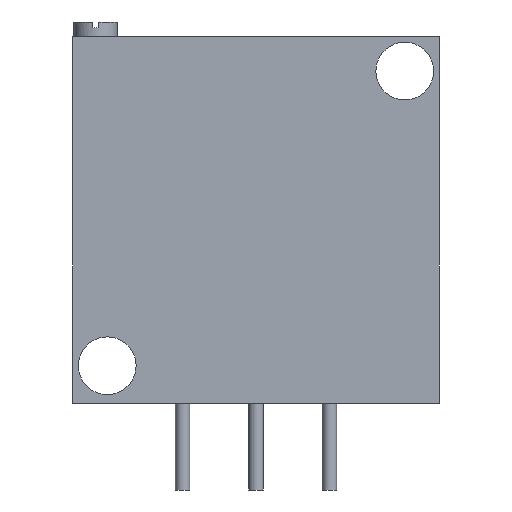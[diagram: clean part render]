
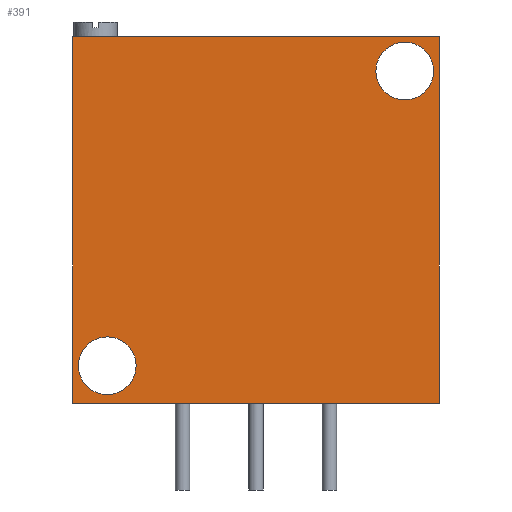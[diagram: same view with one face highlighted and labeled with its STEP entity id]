
A CAD part, front view. The second image highlights one B-rep face of the part: STEP entity #391.
In plain terms, the highlighted planar face has unit normal (0, -1, 0).
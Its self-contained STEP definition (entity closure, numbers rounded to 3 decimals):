
#29=FACE_BOUND('',#83,.T.);
#30=FACE_BOUND('',#84,.T.);
#36=PLANE('',#442);
#56=FACE_OUTER_BOUND('',#82,.T.);
#82=EDGE_LOOP('',(#308,#309,#310,#311));
#83=EDGE_LOOP('',(#312,#313));
#84=EDGE_LOOP('',(#314,#315));
#103=LINE('',#638,#129);
#107=LINE('',#646,#133);
#110=LINE('',#652,#136);
#113=LINE('',#657,#139);
#129=VECTOR('',#507,10.);
#133=VECTOR('',#513,10.);
#136=VECTOR('',#518,10.);
#139=VECTOR('',#523,10.);
#155=CIRCLE('',#430,1.);
#156=CIRCLE('',#431,1.);
#159=CIRCLE('',#435,1.);
#160=CIRCLE('',#436,1.);
#182=VERTEX_POINT('',#620);
#183=VERTEX_POINT('',#622);
#186=VERTEX_POINT('',#630);
#187=VERTEX_POINT('',#632);
#188=VERTEX_POINT('',#636);
#189=VERTEX_POINT('',#637);
#192=VERTEX_POINT('',#645);
#194=VERTEX_POINT('',#651);
#222=EDGE_CURVE('',#183,#182,#155,.T.);
#223=EDGE_CURVE('',#182,#183,#156,.T.);
#227=EDGE_CURVE('',#187,#186,#159,.T.);
#228=EDGE_CURVE('',#186,#187,#160,.T.);
#229=EDGE_CURVE('',#188,#189,#103,.T.);
#233=EDGE_CURVE('',#189,#192,#107,.T.);
#236=EDGE_CURVE('',#192,#194,#110,.T.);
#239=EDGE_CURVE('',#194,#188,#113,.T.);
#308=ORIENTED_EDGE('',*,*,#239,.T.);
#309=ORIENTED_EDGE('',*,*,#229,.T.);
#310=ORIENTED_EDGE('',*,*,#233,.T.);
#311=ORIENTED_EDGE('',*,*,#236,.T.);
#312=ORIENTED_EDGE('',*,*,#222,.T.);
#313=ORIENTED_EDGE('',*,*,#223,.T.);
#314=ORIENTED_EDGE('',*,*,#227,.T.);
#315=ORIENTED_EDGE('',*,*,#228,.T.);
#391=ADVANCED_FACE('',(#56,#29,#30),#36,.T.);
#430=AXIS2_PLACEMENT_3D('',#623,#490,#491);
#431=AXIS2_PLACEMENT_3D('',#624,#492,#493);
#435=AXIS2_PLACEMENT_3D('',#633,#501,#502);
#436=AXIS2_PLACEMENT_3D('',#634,#503,#504);
#442=AXIS2_PLACEMENT_3D('',#660,#527,#528);
#490=DIRECTION('center_axis',(0.,1.,0.));
#491=DIRECTION('ref_axis',(-0.814,0.,-0.581));
#492=DIRECTION('center_axis',(0.,1.,0.));
#493=DIRECTION('ref_axis',(-0.814,0.,-0.581));
#501=DIRECTION('center_axis',(0.,1.,0.));
#502=DIRECTION('ref_axis',(-0.814,0.,-0.581));
#503=DIRECTION('center_axis',(0.,1.,0.));
#504=DIRECTION('ref_axis',(-0.814,0.,-0.581));
#507=DIRECTION('',(0.,0.,-1.));
#513=DIRECTION('',(1.,0.,0.));
#518=DIRECTION('',(0.,0.,1.));
#523=DIRECTION('',(-1.,0.,0.));
#527=DIRECTION('center_axis',(0.,-1.,0.));
#528=DIRECTION('ref_axis',(0.,0.,-1.));
#620=CARTESIAN_POINT('',(-4.145,-2.8,1.3));
#622=CARTESIAN_POINT('',(-6.145,-2.8,1.3));
#623=CARTESIAN_POINT('Origin',(-5.145,-2.8,1.3));
#624=CARTESIAN_POINT('Origin',(-5.145,-2.8,1.3));
#630=CARTESIAN_POINT('',(6.155,-2.8,11.5));
#632=CARTESIAN_POINT('',(4.155,-2.8,11.5));
#633=CARTESIAN_POINT('Origin',(5.155,-2.8,11.5));
#634=CARTESIAN_POINT('Origin',(5.155,-2.8,11.5));
#636=CARTESIAN_POINT('',(-6.345,-2.8,12.7));
#637=CARTESIAN_POINT('',(-6.345,-2.8,0.));
#638=CARTESIAN_POINT('',(-6.345,-2.8,12.7));
#645=CARTESIAN_POINT('',(6.355,-2.8,0.));
#646=CARTESIAN_POINT('',(-6.345,-2.8,0.));
#651=CARTESIAN_POINT('',(6.355,-2.8,12.7));
#652=CARTESIAN_POINT('',(6.355,-2.8,0.));
#657=CARTESIAN_POINT('',(6.355,-2.8,12.7));
#660=CARTESIAN_POINT('Origin',(0.005,-2.8,12.71));
